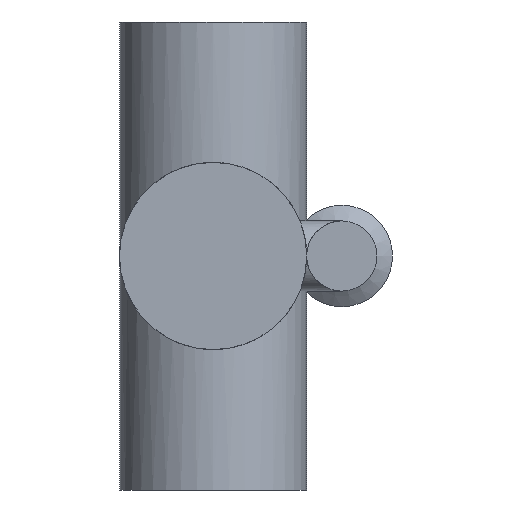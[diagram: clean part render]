
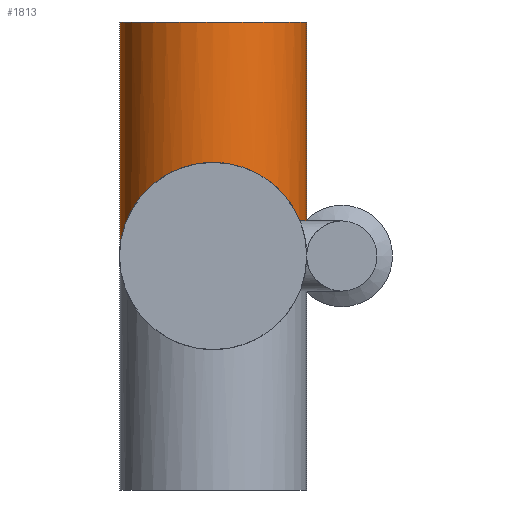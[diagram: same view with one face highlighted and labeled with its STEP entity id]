
A CAD part, left-side view. The second image highlights one B-rep face of the part: STEP entity #1813.
In plain terms, the highlighted cylindrical face has radius 12 mm (diameter 24 mm), a full revolution.
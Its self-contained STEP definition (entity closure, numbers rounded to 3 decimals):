
#118=CIRCLE('',#1990,12.);
#182=ELLIPSE('',#1902,16.971,12.);
#183=ELLIPSE('',#1906,16.971,12.);
#184=ELLIPSE('',#1907,16.971,12.);
#258=FACE_OUTER_BOUND('',#379,.T.);
#379=EDGE_LOOP('',(#1469,#1470,#1471,#1472,#1473,#1474));
#581=LINE('',#5183,#655);
#655=VECTOR('',#2356,12.);
#697=VERTEX_POINT('',#2722);
#698=VERTEX_POINT('',#2724);
#711=VERTEX_POINT('',#2856);
#790=VERTEX_POINT('',#5173);
#874=EDGE_CURVE('',#697,#698,#182,.T.);
#888=EDGE_CURVE('',#698,#711,#183,.T.);
#889=EDGE_CURVE('',#711,#697,#184,.T.);
#1029=EDGE_CURVE('',#790,#790,#118,.T.);
#1033=EDGE_CURVE('',#790,#711,#581,.T.);
#1469=ORIENTED_EDGE('',*,*,#1029,.F.);
#1470=ORIENTED_EDGE('',*,*,#1033,.T.);
#1471=ORIENTED_EDGE('',*,*,#888,.F.);
#1472=ORIENTED_EDGE('',*,*,#874,.F.);
#1473=ORIENTED_EDGE('',*,*,#889,.F.);
#1474=ORIENTED_EDGE('',*,*,#1033,.F.);
#1728=CYLINDRICAL_SURFACE('',#1995,12.);
#1813=ADVANCED_FACE('',(#258),#1728,.T.);
#1902=AXIS2_PLACEMENT_3D('',#2725,#2130,#2131);
#1906=AXIS2_PLACEMENT_3D('',#2857,#2143,#2144);
#1907=AXIS2_PLACEMENT_3D('',#2858,#2145,#2146);
#1990=AXIS2_PLACEMENT_3D('',#5174,#2344,#2345);
#1995=AXIS2_PLACEMENT_3D('',#5182,#2354,#2355);
#2130=DIRECTION('center_axis',(0.707,0.,-0.707));
#2131=DIRECTION('ref_axis',(0.707,0.,0.707));
#2143=DIRECTION('center_axis',(-0.707,0.,-0.707));
#2144=DIRECTION('ref_axis',(0.707,0.,-0.707));
#2145=DIRECTION('center_axis',(-0.707,0.,-0.707));
#2146=DIRECTION('ref_axis',(0.707,0.,-0.707));
#2344=DIRECTION('center_axis',(0.,0.,1.));
#2345=DIRECTION('ref_axis',(1.,0.,0.));
#2354=DIRECTION('center_axis',(0.,0.,1.));
#2355=DIRECTION('ref_axis',(1.,0.,0.));
#2356=DIRECTION('',(0.,0.,-1.));
#2722=CARTESIAN_POINT('',(42.5,12.,0.));
#2724=CARTESIAN_POINT('',(42.5,-12.,0.));
#2725=CARTESIAN_POINT('Origin',(42.5,0.,0.));
#2856=CARTESIAN_POINT('',(30.5,0.,12.));
#2857=CARTESIAN_POINT('Origin',(42.5,0.,0.));
#2858=CARTESIAN_POINT('Origin',(42.5,0.,0.));
#5173=CARTESIAN_POINT('',(30.5,0.,30.));
#5174=CARTESIAN_POINT('Origin',(42.5,0.,30.));
#5182=CARTESIAN_POINT('Origin',(42.5,0.,0.));
#5183=CARTESIAN_POINT('',(30.5,0.,0.));
